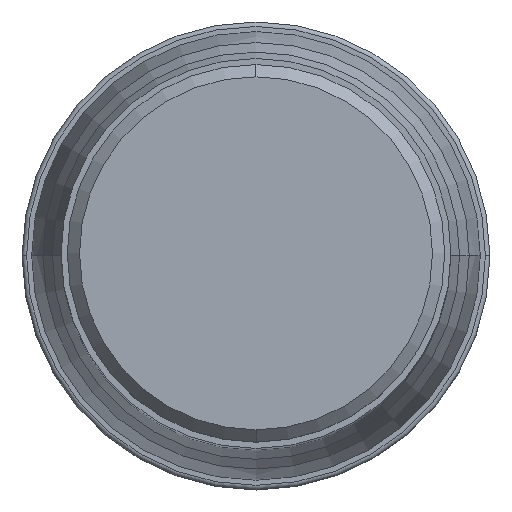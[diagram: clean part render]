
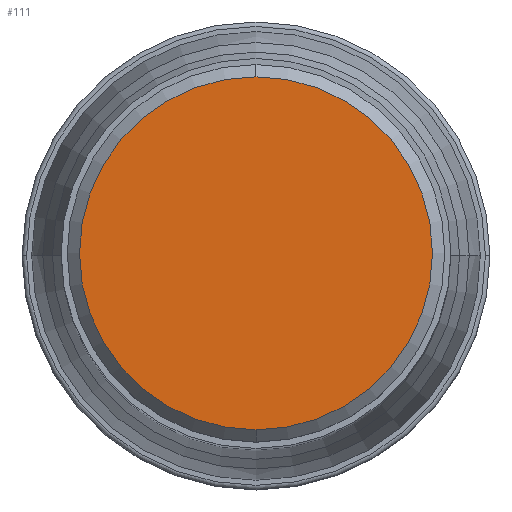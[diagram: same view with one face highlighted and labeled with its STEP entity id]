
A CAD part, top view. The second image highlights one B-rep face of the part: STEP entity #111.
In plain terms, the highlighted planar face has unit normal (0, 0, 1).
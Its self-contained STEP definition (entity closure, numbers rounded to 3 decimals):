
#58=PLANE('',#1265);
#111=ADVANCED_FACE('',(#204),#58,.F.);
#204=FACE_OUTER_BOUND('',#270,.T.);
#270=EDGE_LOOP('',(#418,#419,#420,#421));
#418=ORIENTED_EDGE('',*,*,#760,.T.);
#419=ORIENTED_EDGE('',*,*,#761,.T.);
#420=ORIENTED_EDGE('',*,*,#762,.T.);
#421=ORIENTED_EDGE('',*,*,#763,.T.);
#644=VERTEX_POINT('',#1943);
#645=VERTEX_POINT('',#1944);
#646=VERTEX_POINT('',#1946);
#647=VERTEX_POINT('',#1948);
#760=EDGE_CURVE('',#644,#645,#916,.T.);
#761=EDGE_CURVE('',#645,#646,#917,.T.);
#762=EDGE_CURVE('',#646,#647,#918,.T.);
#763=EDGE_CURVE('',#647,#644,#919,.T.);
#916=CIRCLE('',#1261,14.375);
#917=CIRCLE('',#1262,14.375);
#918=CIRCLE('',#1263,14.375);
#919=CIRCLE('',#1264,14.375);
#1261=AXIS2_PLACEMENT_3D('',#1942,#1565,#1566);
#1262=AXIS2_PLACEMENT_3D('',#1945,#1567,#1568);
#1263=AXIS2_PLACEMENT_3D('',#1947,#1569,#1570);
#1264=AXIS2_PLACEMENT_3D('',#1949,#1571,#1572);
#1265=AXIS2_PLACEMENT_3D('',#1950,#1573,#1574);
#1565=DIRECTION('',(0.,0.,1.));
#1566=DIRECTION('',(1.,0.,0.));
#1567=DIRECTION('',(0.,0.,1.));
#1568=DIRECTION('',(0.,1.,0.));
#1569=DIRECTION('',(0.,0.,1.));
#1570=DIRECTION('',(-1.,0.,0.));
#1571=DIRECTION('',(0.,0.,1.));
#1572=DIRECTION('',(0.,-1.,0.));
#1573=DIRECTION('',(0.,0.,-1.));
#1574=DIRECTION('',(1.,0.,0.));
#1942=CARTESIAN_POINT('',(0.,0.,42.863));
#1943=CARTESIAN_POINT('',(14.375,0.,42.863));
#1944=CARTESIAN_POINT('',(0.,14.375,42.863));
#1945=CARTESIAN_POINT('',(0.,0.,42.863));
#1946=CARTESIAN_POINT('',(-14.375,0.,42.863));
#1947=CARTESIAN_POINT('',(0.,0.,42.863));
#1948=CARTESIAN_POINT('',(0.,-14.375,42.863));
#1949=CARTESIAN_POINT('',(0.,0.,42.863));
#1950=CARTESIAN_POINT('',(0.,0.,42.863));
